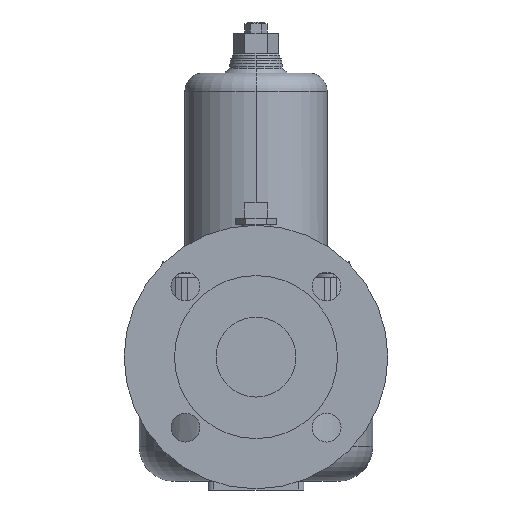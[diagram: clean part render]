
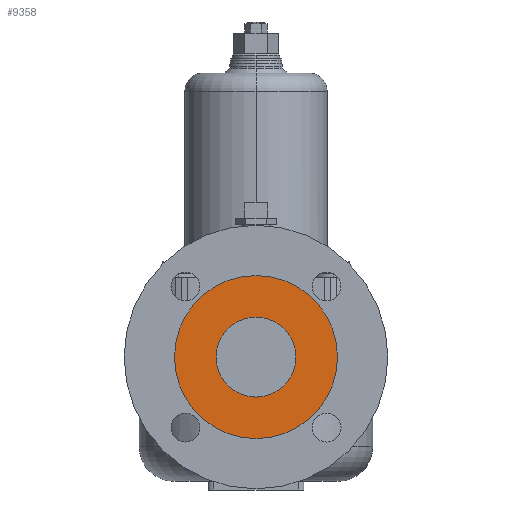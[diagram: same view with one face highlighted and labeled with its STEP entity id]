
A CAD part, left-side view. The second image highlights one B-rep face of the part: STEP entity #9358.
In plain terms, the highlighted planar face has unit normal (-1, 0, 0).
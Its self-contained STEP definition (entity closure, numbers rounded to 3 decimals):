
#5458=VERTEX_POINT('',#14318);
#5624=EDGE_CURVE('',#8722,#8180,#14500,.T.);
#7542=VERTEX_POINT('',#16605);
#8008=EDGE_CURVE('',#7542,#5458,#17121,.T.);
#8180=VERTEX_POINT('',#17304);
#8722=VERTEX_POINT('',#17901);
#9358=ADVANCED_FACE('',(#18595,#18596),#18597,.T.);
#11548=EDGE_CURVE('',#5458,#7542,#20989,.T.);
#12440=EDGE_CURVE('',#8180,#8722,#21952,.T.);
#14318=CARTESIAN_POINT('',(-115.7,0.,-51.0));
#14500=CIRCLE('',#25975,25.0);
#16605=CARTESIAN_POINT('',(-115.7,0.0,51.0));
#17121=CIRCLE('',#31754,51.0);
#17304=CARTESIAN_POINT('',(-115.7,0.,-25.0));
#17901=CARTESIAN_POINT('',(-115.7,0.0,25.0));
#18595=FACE_BOUND('',#34316,.T.);
#18596=FACE_OUTER_BOUND('',#34317,.T.);
#18597=PLANE('',#34318);
#20989=CIRCLE('',#39129,51.0);
#21952=CIRCLE('',#41823,25.0);
#25975=AXIS2_PLACEMENT_3D('',#44933,#44934,#44935);
#31754=AXIS2_PLACEMENT_3D('',#47855,#47856,#47857);
#34316=EDGE_LOOP('',(#49390,#49391));
#34317=EDGE_LOOP('',(#49392,#49393));
#34318=AXIS2_PLACEMENT_3D('',#49394,#49395,#49396);
#39129=AXIS2_PLACEMENT_3D('',#51912,#51913,#51914);
#41823=AXIS2_PLACEMENT_3D('',#52766,#52767,#52768);
#44933=CARTESIAN_POINT('',(-115.7,0.0,0.0));
#44934=DIRECTION('',(-1.0,0.0,0.0));
#44935=DIRECTION('',(0.0,0.0,1.0));
#47855=CARTESIAN_POINT('',(-115.7,0.0,0.0));
#47856=DIRECTION('',(-1.0,0.0,0.0));
#47857=DIRECTION('',(0.0,0.0,1.0));
#49390=ORIENTED_EDGE('',*,*,#5624,.F.);
#49391=ORIENTED_EDGE('',*,*,#12440,.F.);
#49392=ORIENTED_EDGE('',*,*,#8008,.T.);
#49393=ORIENTED_EDGE('',*,*,#11548,.T.);
#49394=CARTESIAN_POINT('',(-115.7,0.0,38.0));
#49395=DIRECTION('',(-1.0,0.0,0.0));
#49396=DIRECTION('',(0.0,0.0,1.0));
#51912=CARTESIAN_POINT('',(-115.7,0.0,0.0));
#51913=DIRECTION('',(-1.0,0.0,0.0));
#51914=DIRECTION('',(0.0,0.0,1.0));
#52766=CARTESIAN_POINT('',(-115.7,0.0,0.0));
#52767=DIRECTION('',(-1.0,0.0,0.0));
#52768=DIRECTION('',(0.0,0.0,1.0));
